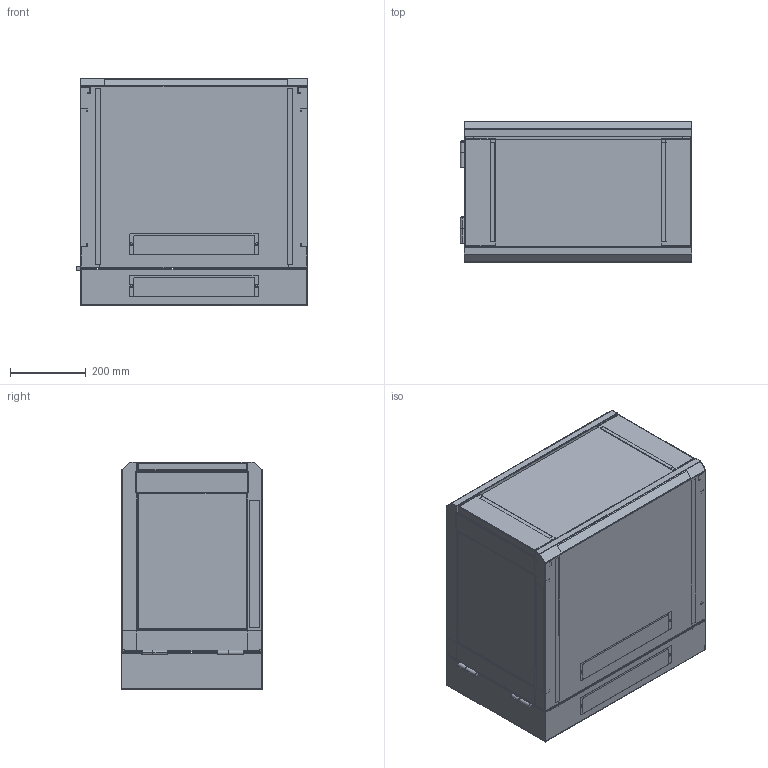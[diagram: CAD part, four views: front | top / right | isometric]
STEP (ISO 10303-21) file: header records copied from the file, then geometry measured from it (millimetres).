
FILE_DESCRIPTION (( 'STEP AP214' ), '1' );
FILE_NAME ('SMC-SMB6606_3D.step', '2024-03-27T23:00:48', ( '' ), ( '' ), 'SwSTEP 2.0', 'SolidWorks 2022', '' );
FILE_SCHEMA (( 'AUTOMOTIVE_DESIGN' ));
Length unit declared in the file: inch
Products named in the file (22): JH060009_2; DP_2; MENTIAO-1_2; SMC-SMB6606_3D; CM_2; MEN_ASM_2; CM_ASM_2; JH060004_2; HYLZ_2; DG_2; MENZHOU1_2; LX-GT_2; HK_ASM_2; BOLI_2; MENZHOU_ASM_2; HZLZ_2; HZJ1_2; FUJIAN1_2; QLZ_2; MENTIAO_2; HK_2; MENZHOU2_2
Assembly tree (35 placements, depth 3):
  SMC-SMB6606_3D
    DG_2
    DP_2
    QLZ_2  x2
    HYLZ_2
    HZLZ_2
    CM_ASM_2  x2
      CM_2
    HK_ASM_2
      HK_2
      JH060004_2  x2
    JH060004_2  x2
    HZJ1_2  x4
    JH060009_2  x4
    LX-GT_2  x2
    MENZHOU_ASM_2  x2
      MENZHOU1_2
      MENZHOU2_2
    FUJIAN1_2  x2
    MEN_ASM_2
      MENTIAO-1_2
      MENTIAO_2
      BOLI_2
Bounding box: 610.8 x 371.6 x 599.5 mm (x, y, z)
Volume: 1082088.2 mm3; surface area: 4375260 mm2
Topology: 23 solids, 80 shells, 2200 faces, 6408 edges, 4236 vertices
Faces by surface type: plane 1672, cylinder 472, bspline 44, cone 12
Entity records: 51492 total; most frequent: CARTESIAN_POINT 8874, ORIENTED_EDGE 5660, DIRECTION 5542, EDGE_CURVE 3052, VECTOR 2450, LINE 2450, VERTEX_POINT 2014, AXIS2_PLACEMENT_3D 1546
